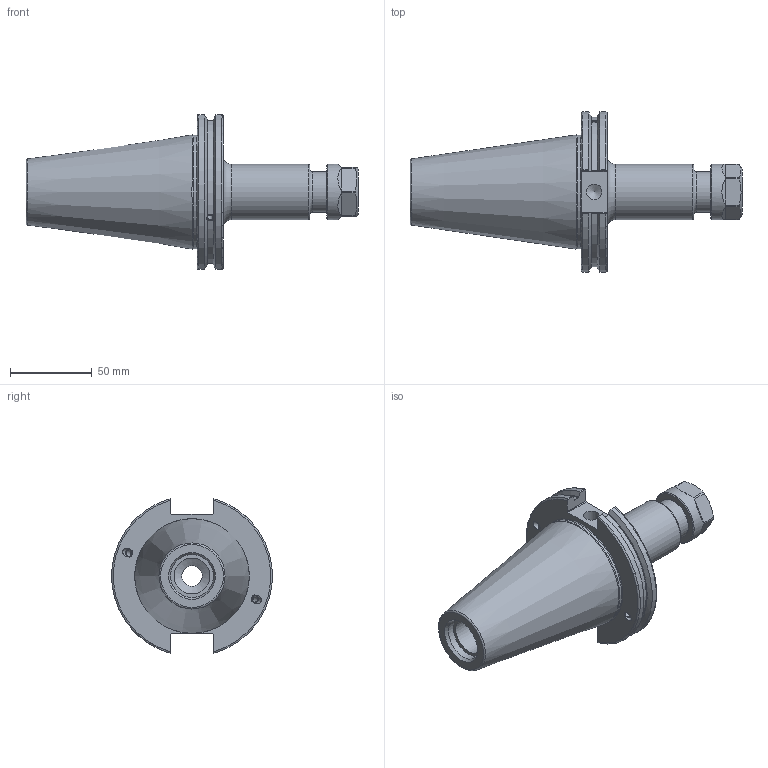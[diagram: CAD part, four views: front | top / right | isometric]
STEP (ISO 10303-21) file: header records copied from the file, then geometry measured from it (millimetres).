
FILE_DESCRIPTION(/* description */ (''),/* implementation_level */ '2;1');
FILE_NAME(/* name */ 'BL032B.stp',/* time_stamp */ '2023-11-22T11:32:48+09:00',/* author */ ('YSH'),/* organization */ (''),/* preprocessor_version */ 'ST-DEVELOPER v20',/* originating_system */ 'Autodesk Inventor 2024',/* authorisation */ '');
FILE_SCHEMA (('AUTOMOTIVE_DESIGN { 1 0 10303 214 3 1 1 }'));
Length unit declared in the file: millimetre
Products named in the file (3): LO-CAT50ADB-ER20-4.00; LO-CAT50ADB-ER20-4.00_1; ER20NUT
Assembly tree (2 placements, depth 2):
  LO-CAT50ADB-ER20-4.00
    LO-CAT50ADB-ER20-4.00_1
    ER20NUT
Bounding box: 203.2 x 98.06 x 94.69 mm (x, y, z)
Volume: 374420.1 mm3; surface area: 60396.4 mm2
Topology: 2 solids, 3 shells, 117 faces, 300 edges, 199 vertices
Faces by surface type: plane 56, cylinder 33, cone 17, torus 11
Full cylindrical faces by diameter (mm): 3.242 x4, 4.134 x2, 4.2 x2, 5 x2, 9.525 x1, 12.573 x1, 14.9 x1, 16 x1, 18.4 x1, 21.76 x1, 21.971 x1, 23.5 x1, 25 x2, 25.5 x1, 26.2 x1, 34 x2, 69.25 x1
Entity records: 4093 total; most frequent: CARTESIAN_POINT 1104, DIRECTION 596, ORIENTED_EDGE 592, EDGE_CURVE 297, AXIS2_PLACEMENT_3D 238, VERTEX_POINT 199, EDGE_LOOP 144, LINE 120
